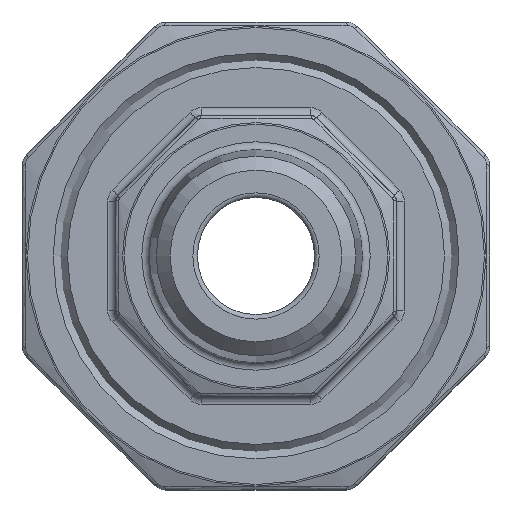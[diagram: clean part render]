
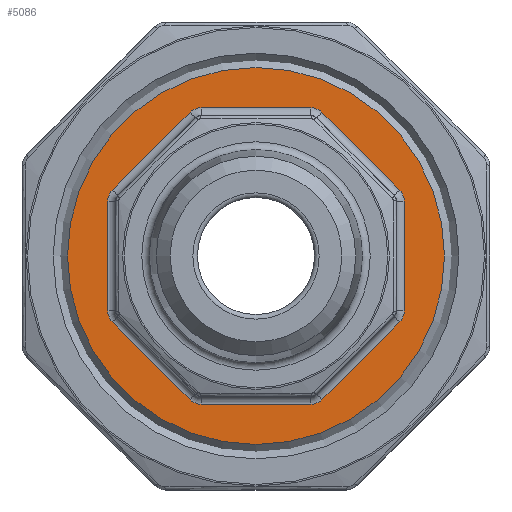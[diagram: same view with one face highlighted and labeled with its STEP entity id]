
A CAD part, left-side view. The second image highlights one B-rep face of the part: STEP entity #5086.
In plain terms, the highlighted planar face has unit normal (-1, 0, 0).
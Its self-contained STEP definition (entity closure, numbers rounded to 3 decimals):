
#298 = VERTEX_POINT ( 'NONE', #13294 ) ;
#340 = CARTESIAN_POINT ( 'NONE',  ( -8., -3.521, -9.5 ) ) ;
#519 = VERTEX_POINT ( 'NONE', #2045 ) ;
#521 = AXIS2_PLACEMENT_3D ( 'NONE', #11745, #17894, #10246 ) ;
#556 = EDGE_CURVE ( 'NONE', #15006, #519, #19165, .T. ) ;
#606 = LINE ( 'NONE', #6836, #9211 ) ;
#675 = CARTESIAN_POINT ( 'NONE',  ( -8., 12.08, 0. ) ) ;
#797 = ORIENTED_EDGE ( 'NONE', *, *, #17347, .T. ) ;
#1026 = VECTOR ( 'NONE', #14266, 1000. ) ;
#1132 = EDGE_CURVE ( 'NONE', #7740, #7740, #17819, .T. ) ;
#1170 = CARTESIAN_POINT ( 'NONE',  ( -8., 4.228, -9.207 ) ) ;
#1222 = LINE ( 'NONE', #8981, #13518 ) ;
#1246 = ORIENTED_EDGE ( 'NONE', *, *, #17157, .T. ) ;
#1785 = DIRECTION ( 'NONE',  ( 0., 0., 1. ) ) ;
#1854 = CARTESIAN_POINT ( 'NONE',  ( -8., -9.207, 4.228 ) ) ;
#2039 = CARTESIAN_POINT ( 'NONE',  ( -8., -3.521, 8.5 ) ) ;
#2045 = CARTESIAN_POINT ( 'NONE',  ( -8., -3.521, 9.5 ) ) ;
#2087 = VERTEX_POINT ( 'NONE', #1170 ) ;
#2206 = CARTESIAN_POINT ( 'NONE',  ( -8., -0.678, 12.758 ) ) ;
#2321 = CARTESIAN_POINT ( 'NONE',  ( -8., 4.228, 9.207 ) ) ;
#2528 = FACE_BOUND ( 'NONE', #17878, .T. ) ;
#2551 = ORIENTED_EDGE ( 'NONE', *, *, #18894, .T. ) ;
#2738 = DIRECTION ( 'NONE',  ( 1., 0., 0. ) ) ;
#2769 = VECTOR ( 'NONE', #3845, 1000. ) ;
#2809 = CIRCLE ( 'NONE', #8588, 1. ) ;
#2973 = EDGE_LOOP ( 'NONE', ( #9114 ) ) ;
#3268 = DIRECTION ( 'NONE',  ( 1., 0., 0. ) ) ;
#3521 = CARTESIAN_POINT ( 'NONE',  ( -8., 0., -12.08 ) ) ;
#3733 = CARTESIAN_POINT ( 'NONE',  ( -8., 3.521, 9.5 ) ) ;
#3845 = DIRECTION ( 'NONE',  ( 0., -1., 0. ) ) ;
#3970 = DIRECTION ( 'NONE',  ( 0., 0., 1. ) ) ;
#4130 = AXIS2_PLACEMENT_3D ( 'NONE', #16498, #19639, #16808 ) ;
#4366 = VECTOR ( 'NONE', #9859, 1000. ) ;
#4389 = DIRECTION ( 'NONE',  ( 0., -0.707, 0.707 ) ) ;
#5086 = ADVANCED_FACE ( 'NONE', ( #2528, #7224 ), #10363, .T. ) ;
#5134 = CARTESIAN_POINT ( 'NONE',  ( -8., 12.08, 9.5 ) ) ;
#5313 = ORIENTED_EDGE ( 'NONE', *, *, #11660, .T. ) ;
#5325 = CARTESIAN_POINT ( 'NONE',  ( -8., 12.758, -0.678 ) ) ;
#5388 = CIRCLE ( 'NONE', #7959, 1. ) ;
#5518 = ORIENTED_EDGE ( 'NONE', *, *, #14815, .T. ) ;
#5646 = AXIS2_PLACEMENT_3D ( 'NONE', #675, #8222, #1785 ) ;
#5999 = LINE ( 'NONE', #10829, #19039 ) ;
#6005 = CARTESIAN_POINT ( 'NONE',  ( -8., -8.5, 3.521 ) ) ;
#6077 = EDGE_CURVE ( 'NONE', #519, #18566, #16983, .T. ) ;
#6221 = VERTEX_POINT ( 'NONE', #12157 ) ;
#6338 = CARTESIAN_POINT ( 'NONE',  ( -8., 3.521, 8.5 ) ) ;
#6480 = CARTESIAN_POINT ( 'NONE',  ( -8., -8.5, -3.521 ) ) ;
#6492 = CARTESIAN_POINT ( 'NONE',  ( -8., -3.521, -8.5 ) ) ;
#6836 = CARTESIAN_POINT ( 'NONE',  ( -8., 12.08, -9.5 ) ) ;
#6879 = CARTESIAN_POINT ( 'NONE',  ( -8., -9.5, 0. ) ) ;
#6968 = LINE ( 'NONE', #6879, #1026 ) ;
#6984 = EDGE_CURVE ( 'NONE', #12785, #14423, #9283, .T. ) ;
#7162 = EDGE_CURVE ( 'NONE', #18566, #8230, #14582, .T. ) ;
#7224 = FACE_OUTER_BOUND ( 'NONE', #2973, .T. ) ;
#7344 = VERTEX_POINT ( 'NONE', #12642 ) ;
#7441 = AXIS2_PLACEMENT_3D ( 'NONE', #6492, #18493, #17064 ) ;
#7647 = ORIENTED_EDGE ( 'NONE', *, *, #18764, .T. ) ;
#7740 = VERTEX_POINT ( 'NONE', #3521 ) ;
#7959 = AXIS2_PLACEMENT_3D ( 'NONE', #11901, #2738, #3970 ) ;
#8021 = CARTESIAN_POINT ( 'NONE',  ( -8., 9.207, 4.228 ) ) ;
#8127 = CARTESIAN_POINT ( 'NONE',  ( -8., 9.5, -3.521 ) ) ;
#8149 = VERTEX_POINT ( 'NONE', #8021 ) ;
#8222 = DIRECTION ( 'NONE',  ( -1., 0., 0. ) ) ;
#8230 = VERTEX_POINT ( 'NONE', #1854 ) ;
#8588 = AXIS2_PLACEMENT_3D ( 'NONE', #6338, #12482, #12992 ) ;
#8981 = CARTESIAN_POINT ( 'NONE',  ( -8., -0.678, -12.758 ) ) ;
#9048 = CARTESIAN_POINT ( 'NONE',  ( -8., 0., 0. ) ) ;
#9082 = ORIENTED_EDGE ( 'NONE', *, *, #10804, .T. ) ;
#9114 = ORIENTED_EDGE ( 'NONE', *, *, #1132, .F. ) ;
#9211 = VECTOR ( 'NONE', #15896, 1000. ) ;
#9283 = CIRCLE ( 'NONE', #4130, 1. ) ;
#9336 = EDGE_CURVE ( 'NONE', #14423, #7344, #17816, .T. ) ;
#9859 = DIRECTION ( 'NONE',  ( 0., 0.707, 0.707 ) ) ;
#10110 = CARTESIAN_POINT ( 'NONE',  ( -8., 9.207, -4.228 ) ) ;
#10246 = DIRECTION ( 'NONE',  ( 0., 0., 1. ) ) ;
#10363 = PLANE ( 'NONE',  #5646 ) ;
#10804 = EDGE_CURVE ( 'NONE', #16547, #15006, #2809, .T. ) ;
#10829 = CARTESIAN_POINT ( 'NONE',  ( -8., 12.758, 0.678 ) ) ;
#10865 = AXIS2_PLACEMENT_3D ( 'NONE', #2039, #11576, #16298 ) ;
#11333 = CARTESIAN_POINT ( 'NONE',  ( -8., -4.228, 9.207 ) ) ;
#11576 = DIRECTION ( 'NONE',  ( 1., 0., 0. ) ) ;
#11660 = EDGE_CURVE ( 'NONE', #2087, #12785, #19258, .T. ) ;
#11745 = CARTESIAN_POINT ( 'NONE',  ( -8., 8.5, 3.521 ) ) ;
#11901 = CARTESIAN_POINT ( 'NONE',  ( -8., 3.521, -8.5 ) ) ;
#12149 = DIRECTION ( 'NONE',  ( 0., 0., 1. ) ) ;
#12157 = CARTESIAN_POINT ( 'NONE',  ( -8., -9.5, -3.521 ) ) ;
#12482 = DIRECTION ( 'NONE',  ( 1., 0., 0. ) ) ;
#12584 = CIRCLE ( 'NONE', #14211, 1. ) ;
#12642 = CARTESIAN_POINT ( 'NONE',  ( -8., 9.5, 3.521 ) ) ;
#12785 = VERTEX_POINT ( 'NONE', #10110 ) ;
#12831 = VERTEX_POINT ( 'NONE', #14243 ) ;
#12992 = DIRECTION ( 'NONE',  ( 0., 0., 1. ) ) ;
#13294 = CARTESIAN_POINT ( 'NONE',  ( -8., 3.521, -9.5 ) ) ;
#13311 = VERTEX_POINT ( 'NONE', #340 ) ;
#13374 = CIRCLE ( 'NONE', #521, 1. ) ;
#13518 = VECTOR ( 'NONE', #18354, 1000. ) ;
#13694 = ORIENTED_EDGE ( 'NONE', *, *, #17509, .T. ) ;
#13820 = ORIENTED_EDGE ( 'NONE', *, *, #6077, .T. ) ;
#13826 = EDGE_CURVE ( 'NONE', #8149, #16547, #5999, .T. ) ;
#14015 = ORIENTED_EDGE ( 'NONE', *, *, #15474, .T. ) ;
#14211 = AXIS2_PLACEMENT_3D ( 'NONE', #6005, #19630, #12149 ) ;
#14243 = CARTESIAN_POINT ( 'NONE',  ( -8., -9.5, 3.521 ) ) ;
#14266 = DIRECTION ( 'NONE',  ( 0., 0., -1. ) ) ;
#14341 = DIRECTION ( 'NONE',  ( 0., 0., 1. ) ) ;
#14423 = VERTEX_POINT ( 'NONE', #8127 ) ;
#14582 = LINE ( 'NONE', #2206, #14780 ) ;
#14780 = VECTOR ( 'NONE', #19337, 1000. ) ;
#14815 = EDGE_CURVE ( 'NONE', #298, #2087, #5388, .T. ) ;
#14928 = ORIENTED_EDGE ( 'NONE', *, *, #556, .T. ) ;
#14949 = ORIENTED_EDGE ( 'NONE', *, *, #6984, .T. ) ;
#15006 = VERTEX_POINT ( 'NONE', #3733 ) ;
#15030 = CIRCLE ( 'NONE', #17617, 1. ) ;
#15167 = DIRECTION ( 'NONE',  ( 1., 0., 0. ) ) ;
#15363 = DIRECTION ( 'NONE',  ( 0., 0., -1. ) ) ;
#15474 = EDGE_CURVE ( 'NONE', #6221, #19518, #15030, .T. ) ;
#15544 = CARTESIAN_POINT ( 'NONE',  ( -8., -4.228, -9.207 ) ) ;
#15896 = DIRECTION ( 'NONE',  ( 0., 1., 0. ) ) ;
#15921 = ORIENTED_EDGE ( 'NONE', *, *, #7162, .T. ) ;
#16011 = CARTESIAN_POINT ( 'NONE',  ( -8., 9.5, 0. ) ) ;
#16173 = ORIENTED_EDGE ( 'NONE', *, *, #18393, .T. ) ;
#16204 = DIRECTION ( 'NONE',  ( 0., 0., 1. ) ) ;
#16298 = DIRECTION ( 'NONE',  ( 0., 0., 1. ) ) ;
#16498 = CARTESIAN_POINT ( 'NONE',  ( -8., 8.5, -3.521 ) ) ;
#16547 = VERTEX_POINT ( 'NONE', #2321 ) ;
#16808 = DIRECTION ( 'NONE',  ( 0., 0., 1. ) ) ;
#16983 = CIRCLE ( 'NONE', #10865, 1. ) ;
#17064 = DIRECTION ( 'NONE',  ( 0., 0., 1. ) ) ;
#17157 = EDGE_CURVE ( 'NONE', #19518, #19447, #1222, .T. ) ;
#17297 = VECTOR ( 'NONE', #16204, 1000. ) ;
#17347 = EDGE_CURVE ( 'NONE', #13311, #298, #606, .T. ) ;
#17368 = CARTESIAN_POINT ( 'NONE',  ( -8., -9.207, -4.228 ) ) ;
#17420 = CIRCLE ( 'NONE', #7441, 1. ) ;
#17499 = AXIS2_PLACEMENT_3D ( 'NONE', #9048, #15167, #15363 ) ;
#17509 = EDGE_CURVE ( 'NONE', #7344, #8149, #13374, .T. ) ;
#17617 = AXIS2_PLACEMENT_3D ( 'NONE', #6480, #3268, #14341 ) ;
#17816 = LINE ( 'NONE', #16011, #17297 ) ;
#17819 = CIRCLE ( 'NONE', #17499, 12.08 ) ;
#17827 = ORIENTED_EDGE ( 'NONE', *, *, #13826, .T. ) ;
#17878 = EDGE_LOOP ( 'NONE', ( #19786, #13694, #17827, #9082, #14928, #13820, #15921, #16173, #2551, #14015, #1246, #7647, #797, #5518, #5313, #14949 ) ) ;
#17894 = DIRECTION ( 'NONE',  ( 1., 0., 0. ) ) ;
#18354 = DIRECTION ( 'NONE',  ( 0., 0.707, -0.707 ) ) ;
#18393 = EDGE_CURVE ( 'NONE', #8230, #12831, #12584, .T. ) ;
#18493 = DIRECTION ( 'NONE',  ( 1., 0., 0. ) ) ;
#18566 = VERTEX_POINT ( 'NONE', #11333 ) ;
#18764 = EDGE_CURVE ( 'NONE', #19447, #13311, #17420, .T. ) ;
#18894 = EDGE_CURVE ( 'NONE', #12831, #6221, #6968, .T. ) ;
#19039 = VECTOR ( 'NONE', #4389, 1000. ) ;
#19165 = LINE ( 'NONE', #5134, #2769 ) ;
#19258 = LINE ( 'NONE', #5325, #4366 ) ;
#19337 = DIRECTION ( 'NONE',  ( 0., -0.707, -0.707 ) ) ;
#19447 = VERTEX_POINT ( 'NONE', #15544 ) ;
#19518 = VERTEX_POINT ( 'NONE', #17368 ) ;
#19630 = DIRECTION ( 'NONE',  ( 1., 0., 0. ) ) ;
#19639 = DIRECTION ( 'NONE',  ( 1., 0., 0. ) ) ;
#19786 = ORIENTED_EDGE ( 'NONE', *, *, #9336, .T. ) ;
